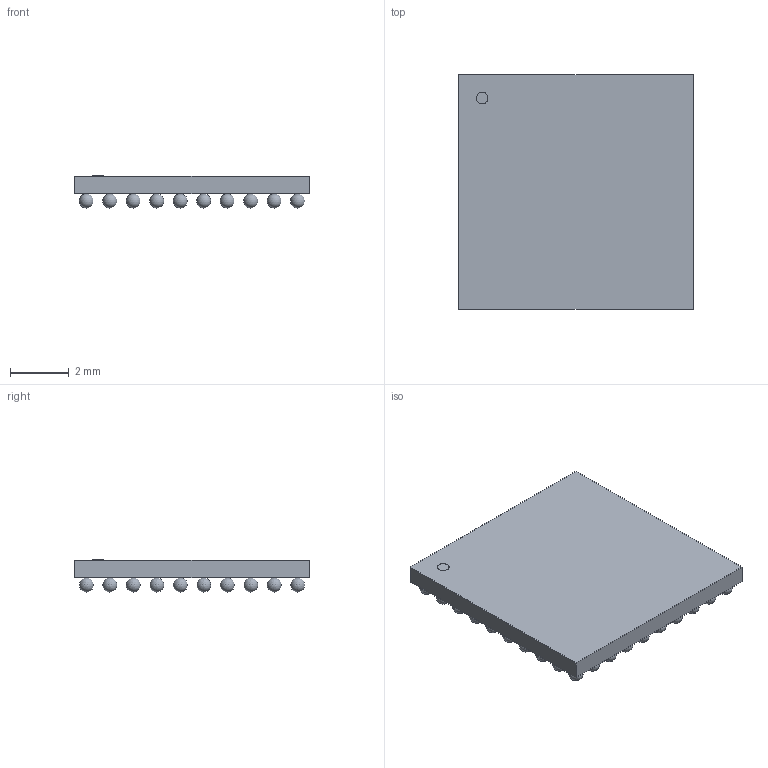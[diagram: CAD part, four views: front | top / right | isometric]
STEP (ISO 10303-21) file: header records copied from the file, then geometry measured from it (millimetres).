
FILE_DESCRIPTION(('STEP AP214'),'1');
FILE_NAME('TFBGA-100','2019-09-27T11:57:59',(''),(''),'','','');
FILE_SCHEMA(('AUTOMOTIVE_DESIGN'));
Length unit declared in the file: millimetre
Products named in the file (1): product
Bounding box: 8 x 8 x 1.1 mm (x, y, z)
Volume: 5.9 mm3; surface area: 220.9 mm2
Topology: 101 solids, 107 shells, 109 faces, 327 edges, 226 vertices
Faces by surface type: sphere 100, plane 8, cylinder 1
Full cylindrical faces by diameter (mm): 0.4 x1
Entity records: 1484 total; most frequent: CARTESIAN_POINT 263, DIRECTION 250, VERTEX_POINT 150, AXIS2_PLACEMENT_3D 113, STYLED_ITEM 109, ADVANCED_FACE 109, FACE_BOUND 101, SPHERICAL_SURFACE 100
